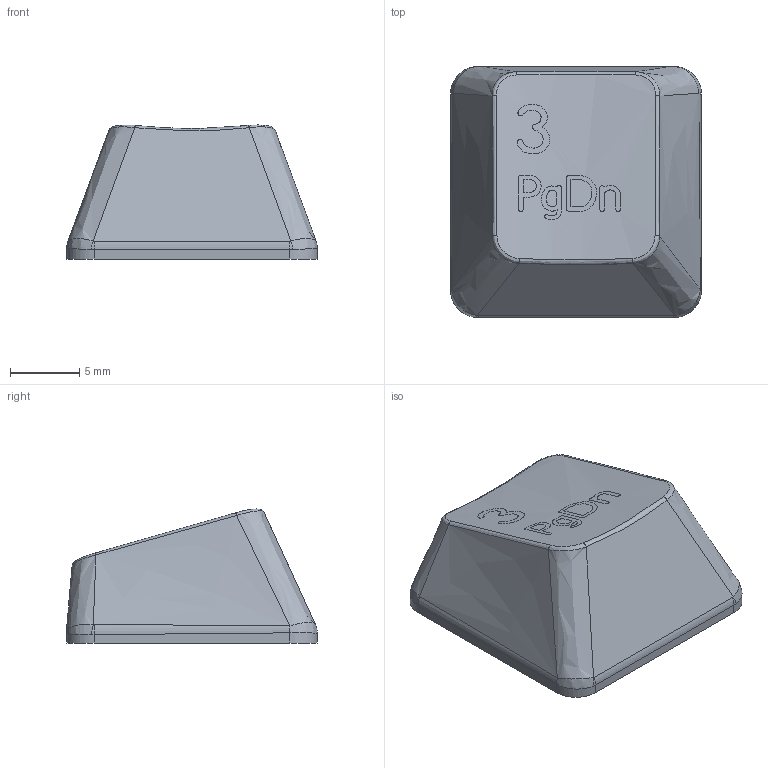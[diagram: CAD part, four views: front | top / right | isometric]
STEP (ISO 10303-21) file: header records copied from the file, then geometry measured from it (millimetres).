
FILE_DESCRIPTION(/* description */ (''),/* implementation_level */ '2;1');
FILE_NAME(/* name */ 'Row_4_1u_numpad_3_PgDn.step',/* time_stamp */ '2021-07-23T23:06:33-05:00',/* author */ (''),/* organization */ (''),/* preprocessor_version */ 'ST-DEVELOPER v18.1',/* originating_system */ 'Autodesk Translation Framework v10.9.0.1377',/* authorisation */ '');
FILE_SCHEMA (('AUTOMOTIVE_DESIGN { 1 0 10303 214 3 1 1 }'));
Length unit declared in the file: millimetre
Products named in the file (1): Row_4_1u_numpad_3_PgDn
Bounding box: 18.16 x 18.16 x 9.7 mm (x, y, z)
Volume: 613.2 mm3; surface area: 1544.3 mm2
Topology: 1 solids, 1 shells, 82 faces, 292 edges, 223 vertices
Faces by surface type: bspline 45, plane 26, cylinder 11
Full cylindrical faces by diameter (mm): 5.5 x1
Entity records: 4818 total; most frequent: CARTESIAN_POINT 2635, ORIENTED_EDGE 584, EDGE_CURVE 292, DIRECTION 234, VERTEX_POINT 223, B_SPLINE_CURVE_WITH_KNOTS 180, EDGE_LOOP 93, AXIS2_PLACEMENT_3D 84
